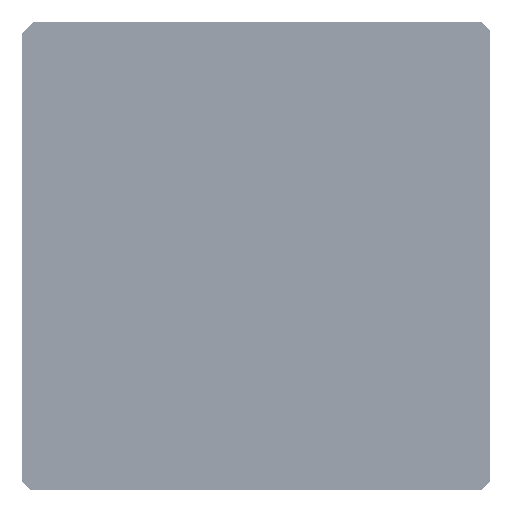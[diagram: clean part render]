
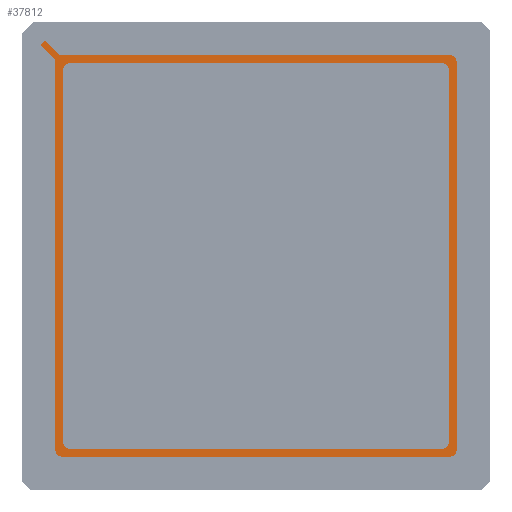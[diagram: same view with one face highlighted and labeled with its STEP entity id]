
A CAD part, top view. The second image highlights one B-rep face of the part: STEP entity #37812.
In plain terms, the highlighted planar face has unit normal (0, 0, 1).
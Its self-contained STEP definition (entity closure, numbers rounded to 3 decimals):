
#37812=ADVANCED_FACE('',(#75074,#75076),#75078,.T.);
#75074=FACE_BOUND('',#75075,.T.);
#75075=EDGE_LOOP('',(#90237,#90238,#90239,#90240,#90241,#90242,#90243,#90244,#90245,
#90246));
#75076=FACE_BOUND('',#75077,.T.);
#75077=EDGE_LOOP('',(#90247,#90248,#90249,#90250,#90251,#90252,#90253,#90254));
#75078=PLANE('',#75079);
#75079=AXIS2_PLACEMENT_3D('',#75080,#75081,#75082);
#75080=CARTESIAN_POINT('',(0.,0.,2.98));
#75081=DIRECTION('',(0.,0.,1.));
#75082=DIRECTION('',(-1.,0.,0.));
#90237=ORIENTED_EDGE('',*,*,#98746,.T.);
#90238=ORIENTED_EDGE('',*,*,#98764,.T.);
#90239=ORIENTED_EDGE('',*,*,#98762,.T.);
#90240=ORIENTED_EDGE('',*,*,#98760,.T.);
#90241=ORIENTED_EDGE('',*,*,#98758,.T.);
#90242=ORIENTED_EDGE('',*,*,#98756,.T.);
#90243=ORIENTED_EDGE('',*,*,#98754,.T.);
#90244=ORIENTED_EDGE('',*,*,#98752,.T.);
#90245=ORIENTED_EDGE('',*,*,#98750,.T.);
#90246=ORIENTED_EDGE('',*,*,#98748,.T.);
#90247=ORIENTED_EDGE('',*,*,#98769,.F.);
#90248=ORIENTED_EDGE('',*,*,#98770,.F.);
#90249=ORIENTED_EDGE('',*,*,#98771,.F.);
#90250=ORIENTED_EDGE('',*,*,#98772,.F.);
#90251=ORIENTED_EDGE('',*,*,#98773,.F.);
#90252=ORIENTED_EDGE('',*,*,#98774,.F.);
#90253=ORIENTED_EDGE('',*,*,#98775,.F.);
#90254=ORIENTED_EDGE('',*,*,#98776,.F.);
#98746=EDGE_CURVE('',#111408,#111406,#111409,.T.);
#98748=EDGE_CURVE('',#111411,#111408,#111412,.T.);
#98750=EDGE_CURVE('',#111414,#111411,#111415,.T.);
#98752=EDGE_CURVE('',#111417,#111414,#111418,.T.);
#98754=EDGE_CURVE('',#111420,#111417,#111421,.T.);
#98756=EDGE_CURVE('',#111423,#111420,#111424,.T.);
#98758=EDGE_CURVE('',#111426,#111423,#111427,.T.);
#98760=EDGE_CURVE('',#111429,#111426,#111430,.T.);
#98762=EDGE_CURVE('',#111432,#111429,#111433,.T.);
#98764=EDGE_CURVE('',#111406,#111432,#111435,.T.);
#98769=EDGE_CURVE('',#111444,#111445,#111446,.F.);
#98770=EDGE_CURVE('',#111447,#111444,#111448,.T.);
#98771=EDGE_CURVE('',#111449,#111447,#111450,.F.);
#98772=EDGE_CURVE('',#111451,#111449,#111452,.T.);
#98773=EDGE_CURVE('',#111453,#111451,#111454,.F.);
#98774=EDGE_CURVE('',#111455,#111453,#111456,.T.);
#98775=EDGE_CURVE('',#111457,#111455,#111458,.F.);
#98776=EDGE_CURVE('',#111445,#111457,#111459,.T.);
#111406=VERTEX_POINT('',#140340);
#111408=VERTEX_POINT('',#140344);
#111409=LINE('',#140345,#140346);
#111411=VERTEX_POINT('',#140351);
#111412=LINE('',#140352,#140353);
#111414=VERTEX_POINT('',#140358);
#111415=LINE('',#140359,#140360);
#111417=VERTEX_POINT('',#140365);
#111418=LINE('',#140366,#140367);
#111420=VERTEX_POINT('',#140372);
#111421=LINE('',#140373,#140374);
#111423=VERTEX_POINT('',#140379);
#111424=CIRCLE('',#140380,0.5);
#111426=VERTEX_POINT('',#140387);
#111427=LINE('',#140388,#140389);
#111429=VERTEX_POINT('',#140394);
#111430=CIRCLE('',#140395,0.5);
#111432=VERTEX_POINT('',#140402);
#111433=LINE('',#140403,#140404);
#111435=CIRCLE('',#140409,0.5);
#111444=VERTEX_POINT('',#140433);
#111445=VERTEX_POINT('',#140434);
#111446=CIRCLE('',#140435,0.5);
#111447=VERTEX_POINT('',#140439);
#111448=LINE('',#140440,#140441);
#111449=VERTEX_POINT('',#140443);
#111450=CIRCLE('',#140444,0.5);
#111451=VERTEX_POINT('',#140448);
#111452=LINE('',#140449,#140450);
#111453=VERTEX_POINT('',#140452);
#111454=CIRCLE('',#140453,0.5);
#111455=VERTEX_POINT('',#140457);
#111456=LINE('',#140458,#140459);
#111457=VERTEX_POINT('',#140461);
#111458=CIRCLE('',#140462,0.5);
#111459=LINE('',#140466,#140467);
#140340=CARTESIAN_POINT('',(-17.7,-17.2,2.98));
#140344=CARTESIAN_POINT('',(-17.7,17.276,2.98));
#140345=CARTESIAN_POINT('',(-17.7,17.276,2.98));
#140346=VECTOR('',#140347,1.);
#140347=DIRECTION('',(0.,-1.,0.));
#140351=CARTESIAN_POINT('',(-19.012,18.588,2.98));
#140352=CARTESIAN_POINT('',(-19.012,18.588,2.98));
#140353=VECTOR('',#140354,1.);
#140354=DIRECTION('',(0.707,-0.707,0.));
#140358=CARTESIAN_POINT('',(-18.588,19.012,2.98));
#140359=CARTESIAN_POINT('',(-18.588,19.012,2.98));
#140360=VECTOR('',#140361,1.);
#140361=DIRECTION('',(-0.707,-0.707,0.));
#140365=CARTESIAN_POINT('',(-17.276,17.7,2.98));
#140366=CARTESIAN_POINT('',(-17.276,17.7,2.98));
#140367=VECTOR('',#140368,1.);
#140368=DIRECTION('',(-0.707,0.707,0.));
#140372=CARTESIAN_POINT('',(17.2,17.7,2.98));
#140373=CARTESIAN_POINT('',(17.2,17.7,2.98));
#140374=VECTOR('',#140375,1.);
#140375=DIRECTION('',(-1.,0.,0.));
#140379=CARTESIAN_POINT('',(17.7,17.2,2.98));
#140380=AXIS2_PLACEMENT_3D('',#140381,#140382,#140383);
#140381=CARTESIAN_POINT('',(17.2,17.2,2.98));
#140382=DIRECTION('',(0.,0.,1.));
#140383=DIRECTION('',(1.,0.,0.));
#140387=CARTESIAN_POINT('',(17.7,-17.2,2.98));
#140388=CARTESIAN_POINT('',(17.7,-17.2,2.98));
#140389=VECTOR('',#140390,1.);
#140390=DIRECTION('',(0.,1.,0.));
#140394=CARTESIAN_POINT('',(17.2,-17.7,2.98));
#140395=AXIS2_PLACEMENT_3D('',#140396,#140397,#140398);
#140396=CARTESIAN_POINT('',(17.2,-17.2,2.98));
#140397=DIRECTION('',(0.,0.,1.));
#140398=DIRECTION('',(0.,-1.,0.));
#140402=CARTESIAN_POINT('',(-17.2,-17.7,2.98));
#140403=CARTESIAN_POINT('',(-17.2,-17.7,2.98));
#140404=VECTOR('',#140405,1.);
#140405=DIRECTION('',(1.,0.,0.));
#140409=AXIS2_PLACEMENT_3D('',#140410,#140411,#140412);
#140410=CARTESIAN_POINT('',(-17.2,-17.2,2.98));
#140411=DIRECTION('',(0.,0.,1.));
#140412=DIRECTION('',(-1.,0.,0.));
#140433=CARTESIAN_POINT('',(16.5,-17.,2.98));
#140434=CARTESIAN_POINT('',(17.,-16.5,2.98));
#140435=AXIS2_PLACEMENT_3D('',#140436,#140437,#140438);
#140436=CARTESIAN_POINT('',(16.5,-16.5,2.98));
#140437=DIRECTION('',(0.,0.,-1.));
#140438=DIRECTION('',(1.,0.,0.));
#140439=CARTESIAN_POINT('',(-16.5,-17.,2.98));
#140440=CARTESIAN_POINT('',(-16.5,-17.,2.98));
#140441=VECTOR('',#140442,1.);
#140442=DIRECTION('',(1.,0.,0.));
#140443=CARTESIAN_POINT('',(-17.,-16.5,2.98));
#140444=AXIS2_PLACEMENT_3D('',#140445,#140446,#140447);
#140445=CARTESIAN_POINT('',(-16.5,-16.5,2.98));
#140446=DIRECTION('',(0.,0.,-1.));
#140447=DIRECTION('',(0.,-1.,0.));
#140448=CARTESIAN_POINT('',(-17.,16.5,2.98));
#140449=CARTESIAN_POINT('',(-17.,16.5,2.98));
#140450=VECTOR('',#140451,1.);
#140451=DIRECTION('',(0.,-1.,0.));
#140452=CARTESIAN_POINT('',(-16.5,17.,2.98));
#140453=AXIS2_PLACEMENT_3D('',#140454,#140455,#140456);
#140454=CARTESIAN_POINT('',(-16.5,16.5,2.98));
#140455=DIRECTION('',(0.,0.,-1.));
#140456=DIRECTION('',(-1.,0.,0.));
#140457=CARTESIAN_POINT('',(16.5,17.,2.98));
#140458=CARTESIAN_POINT('',(16.5,17.,2.98));
#140459=VECTOR('',#140460,1.);
#140460=DIRECTION('',(-1.,0.,0.));
#140461=CARTESIAN_POINT('',(17.,16.5,2.98));
#140462=AXIS2_PLACEMENT_3D('',#140463,#140464,#140465);
#140463=CARTESIAN_POINT('',(16.5,16.5,2.98));
#140464=DIRECTION('',(0.,0.,-1.));
#140465=DIRECTION('',(0.,1.,0.));
#140466=CARTESIAN_POINT('',(17.,-16.5,2.98));
#140467=VECTOR('',#140468,1.);
#140468=DIRECTION('',(0.,1.,0.));
